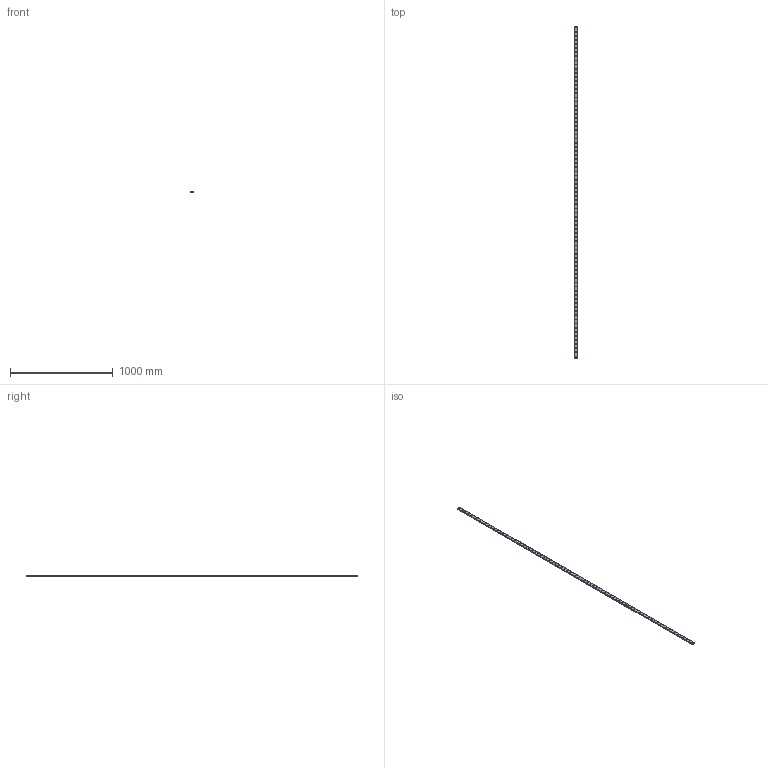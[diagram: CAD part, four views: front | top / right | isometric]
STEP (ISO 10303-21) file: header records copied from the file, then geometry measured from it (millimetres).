
FILE_DESCRIPTION(('STEP AP214'),'1');
FILE_NAME('cctmp_517A89DA-8912-45F0-B89F-9D44208BB3F0_2021_03_02_12_12_39_0757..stp','2021-03-02T11:12:40',('HIWIN GmbH'),('CADClick - www.CADClick.com'),'Spatial InterOp 3D',' ','unknown authorization');
FILE_SCHEMA(('AUTOMOTIVE_DESIGN'));
Length unit declared in the file: millimetre
Products named in the file (1): WER17R3230H_FILE
Bounding box: 33 x 3230 x 9.3 mm (x, y, z)
Volume: 892029.5 mm3; surface area: 315783.6 mm2
Topology: 1 solids, 1 shells, 1561 faces, 3207 edges, 2138 vertices
Faces by surface type: cylinder 990, plane 571
Entity records: 54693 total; most frequent: DIRECTION 8311, CARTESIAN_POINT 6907, ORIENTED_EDGE 6414, AXIS2_PLACEMENT_3D 3542, EDGE_CURVE 3207, VERTEX_POINT 2138, EDGE_LOOP 2051, CIRCLE 1980
